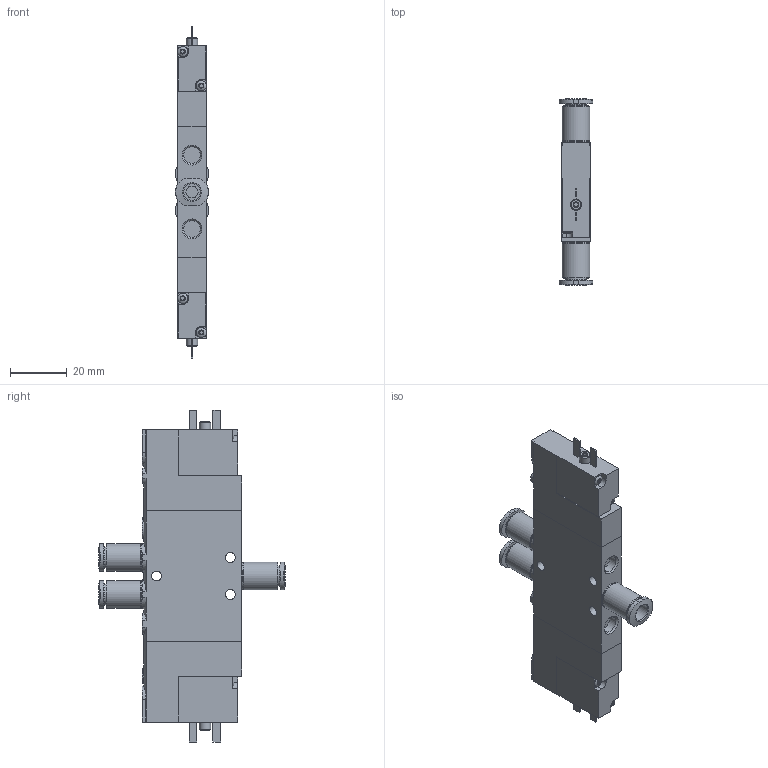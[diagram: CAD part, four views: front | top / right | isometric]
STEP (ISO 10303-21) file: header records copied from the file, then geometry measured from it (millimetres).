
FILE_DESCRIPTION(/* description */ ('STEP AP214'),/* implementation_level */ '2;1');
FILE_NAME(/* name */ '533155_CPE10-M1BH-5_3E-QS6-B',/* time_stamp */ '2024-08-06T15:31:33+02:00',/* author */ ('License CC BY-ND 4.0'),/* organization */ ('CADENAS'),/* preprocessor_version */ 'ST-DEVELOPER v19.3',/* originating_system */ 'PARTsolutions',/* authorisation */ ' ');
FILE_SCHEMA (('AUTOMOTIVE_DESIGN {1 0 10303 214 3 1 1}'));
Length unit declared in the file: millimetre
Products named in the file (4): 533155 CPE10-M1BH-5/3E-QS6-B; CPE10-...-5; 153321 QSM-M7-6-I; CPE10-KMYZ9_M1BH
Assembly tree (6 placements, depth 2):
  533155 CPE10-M1BH-5/3E-QS6-B
    CPE10-...-5
    153321 QSM-M7-6-I  x3
    CPE10-KMYZ9_M1BH  x2
Bounding box: 11.8 x 65.8 x 117 mm (x, y, z)
Volume: 36792.4 mm3; surface area: 16422.2 mm2
Topology: 6 solids, 6 shells, 329 faces, 779 edges, 498 vertices
Faces by surface type: plane 141, cylinder 118, cone 54, torus 16
Full cylindrical faces by diameter (mm): 1.567 x2, 2 x2, 2.459 x4, 3.5 x3, 3.6 x4, 4 x2, 4.55 x2, 5.917 x5, 6 x3, 7 x3, 7.4 x3, 9.6 x9, 9.8 x3
Entity records: 5022 total; most frequent: CARTESIAN_POINT 984, DIRECTION 769, ORIENTED_EDGE 696, EDGE_CURVE 348, AXIS2_PLACEMENT_3D 299, VERTEX_POINT 248, EDGE_LOOP 240, FACE_BOUND 240
